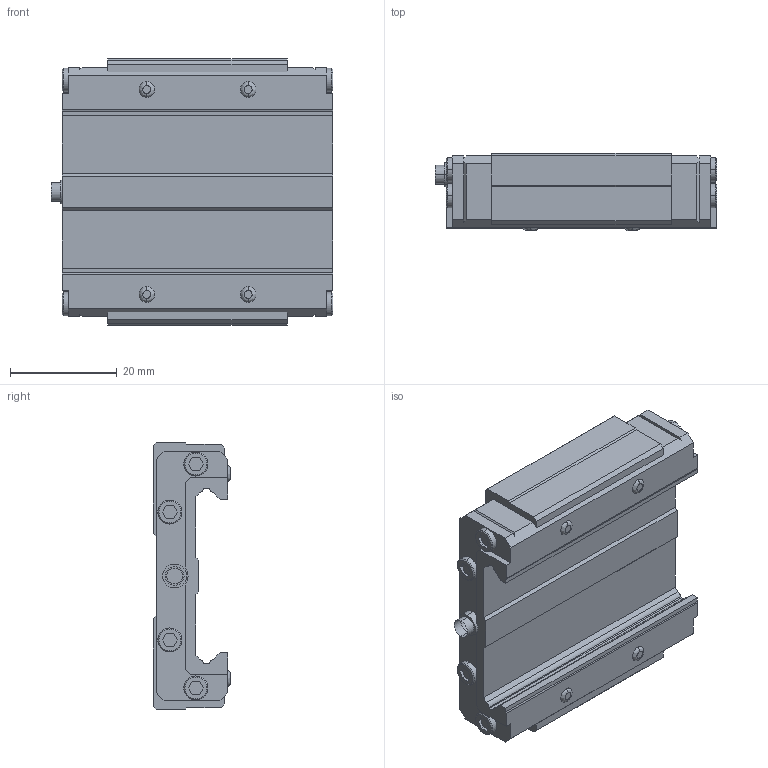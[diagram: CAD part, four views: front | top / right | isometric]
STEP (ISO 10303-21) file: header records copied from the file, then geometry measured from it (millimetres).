
FILE_DESCRIPTION (( 'STEP AP214' ), '1' );
FILE_NAME ('HRW17CR1UU.STEP', '2020-06-15T07:47:31', ( '' ), ( '' ), 'SwSTEP 2.0', 'SolidWorks 2020', '' );
FILE_SCHEMA (( 'AUTOMOTIVE_DESIGN' ));
Length unit declared in the file: millimetre
Products named in the file (3): _HRW17CRUUPB1071 Slide17-60; HRW17CR1UU; _HRW-PB107_grease_nipple_joint
Assembly tree (2 placements, depth 2):
  HRW17CR1UU
    _HRW17CRUUPB1071 Slide17-60
    _HRW-PB107_grease_nipple_joint
Bounding box: 52.85 x 14.5 x 50 mm (x, y, z)
Volume: 23629.5 mm3; surface area: 8693.5 mm2
Topology: 1 solids, 2 shells, 241 faces, 616 edges, 398 vertices
Faces by surface type: plane 161, cylinder 40, cone 32, bspline 8
Entity records: 7363 total; most frequent: CARTESIAN_POINT 1397, ORIENTED_EDGE 1214, DIRECTION 1204, EDGE_CURVE 608, VECTOR 474, LINE 474, VERTEX_POINT 398, AXIS2_PLACEMENT_3D 365
